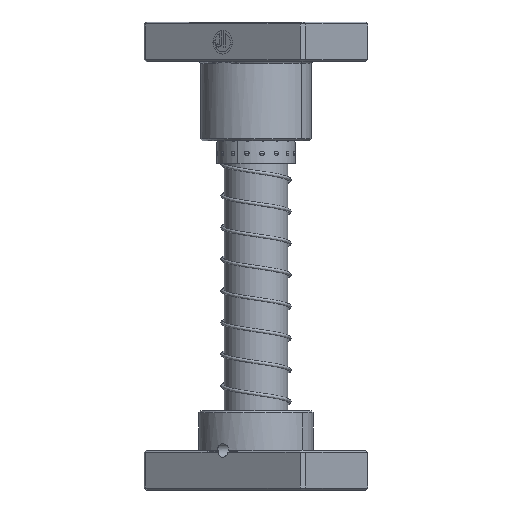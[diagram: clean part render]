
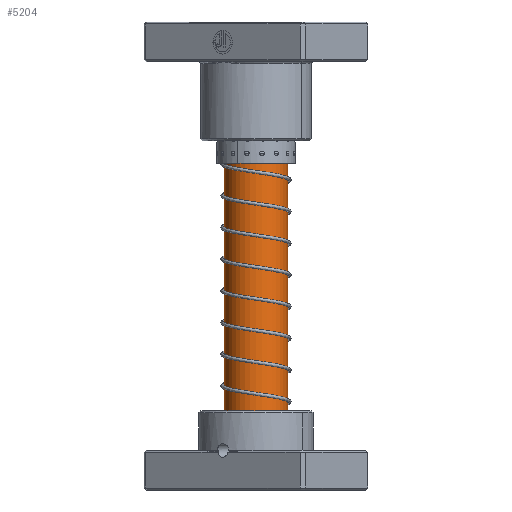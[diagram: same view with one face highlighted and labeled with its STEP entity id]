
A CAD part, front view. The second image highlights one B-rep face of the part: STEP entity #5204.
In plain terms, the highlighted cylindrical face has radius 16 mm (diameter 32 mm), a partial arc.
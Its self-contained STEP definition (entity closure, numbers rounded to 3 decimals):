
#51 = DIRECTION ( 'NONE',  ( 0., 0., -1. ) ) ;
#2790 = CARTESIAN_POINT ( 'NONE',  ( 16., 0., 24.25 ) ) ;
#3310 = CARTESIAN_POINT ( 'NONE',  ( -16., 0., 200. ) ) ;
#4727 = VERTEX_POINT ( 'NONE', #16818 ) ;
#5204 = ADVANCED_FACE ( 'NONE', ( #36136 ), #10102, .T. ) ;
#7165 = CIRCLE ( 'NONE', #42272, 16. ) ;
#9397 = LINE ( 'NONE', #32377, #34422 ) ;
#10102 = CYLINDRICAL_SURFACE ( 'NONE', #40292, 16. ) ;
#11928 = DIRECTION ( 'NONE',  ( 0., 0., -1. ) ) ;
#12489 = EDGE_CURVE ( 'NONE', #14246, #29750, #32526, .T. ) ;
#13683 = EDGE_LOOP ( 'NONE', ( #33123, #25248, #29977, #37714 ) ) ;
#13924 = CARTESIAN_POINT ( 'NONE',  ( 0., 0., 24.25 ) ) ;
#14246 = VERTEX_POINT ( 'NONE', #21212 ) ;
#14780 = CARTESIAN_POINT ( 'NONE',  ( 0., 0., 197. ) ) ;
#14958 = EDGE_CURVE ( 'NONE', #29750, #4727, #40744, .T. ) ;
#16818 = CARTESIAN_POINT ( 'NONE',  ( -16., 0., 24.25 ) ) ;
#17229 = DIRECTION ( 'NONE',  ( -1., 0., 0. ) ) ;
#18072 = DIRECTION ( 'NONE',  ( 1., 0., 0. ) ) ;
#18688 = EDGE_CURVE ( 'NONE', #21381, #4727, #7165, .T. ) ;
#21212 = CARTESIAN_POINT ( 'NONE',  ( 16., 0., 197. ) ) ;
#21381 = VERTEX_POINT ( 'NONE', #2790 ) ;
#23381 = VECTOR ( 'NONE', #51, 1000. ) ;
#25248 = ORIENTED_EDGE ( 'NONE', *, *, #12489, .T. ) ;
#28243 = DIRECTION ( 'NONE',  ( -1., 0., 0. ) ) ;
#29750 = VERTEX_POINT ( 'NONE', #37895 ) ;
#29977 = ORIENTED_EDGE ( 'NONE', *, *, #14958, .T. ) ;
#32377 = CARTESIAN_POINT ( 'NONE',  ( 16., 0., 200. ) ) ;
#32526 = CIRCLE ( 'NONE', #33654, 16. ) ;
#33123 = ORIENTED_EDGE ( 'NONE', *, *, #35326, .F. ) ;
#33654 = AXIS2_PLACEMENT_3D ( 'NONE', #14780, #37587, #18072 ) ;
#34422 = VECTOR ( 'NONE', #38624, 1000. ) ;
#34759 = CARTESIAN_POINT ( 'NONE',  ( 0., 0., 200. ) ) ;
#35326 = EDGE_CURVE ( 'NONE', #14246, #21381, #9397, .T. ) ;
#36136 = FACE_OUTER_BOUND ( 'NONE', #13683, .T. ) ;
#36736 = DIRECTION ( 'NONE',  ( 0., 0., -1. ) ) ;
#37587 = DIRECTION ( 'NONE',  ( 0., 0., -1. ) ) ;
#37714 = ORIENTED_EDGE ( 'NONE', *, *, #18688, .F. ) ;
#37895 = CARTESIAN_POINT ( 'NONE',  ( -16., 0., 197. ) ) ;
#38624 = DIRECTION ( 'NONE',  ( 0., 0., -1. ) ) ;
#40292 = AXIS2_PLACEMENT_3D ( 'NONE', #34759, #11928, #28243 ) ;
#40744 = LINE ( 'NONE', #3310, #23381 ) ;
#42272 = AXIS2_PLACEMENT_3D ( 'NONE', #13924, #36736, #17229 ) ;
